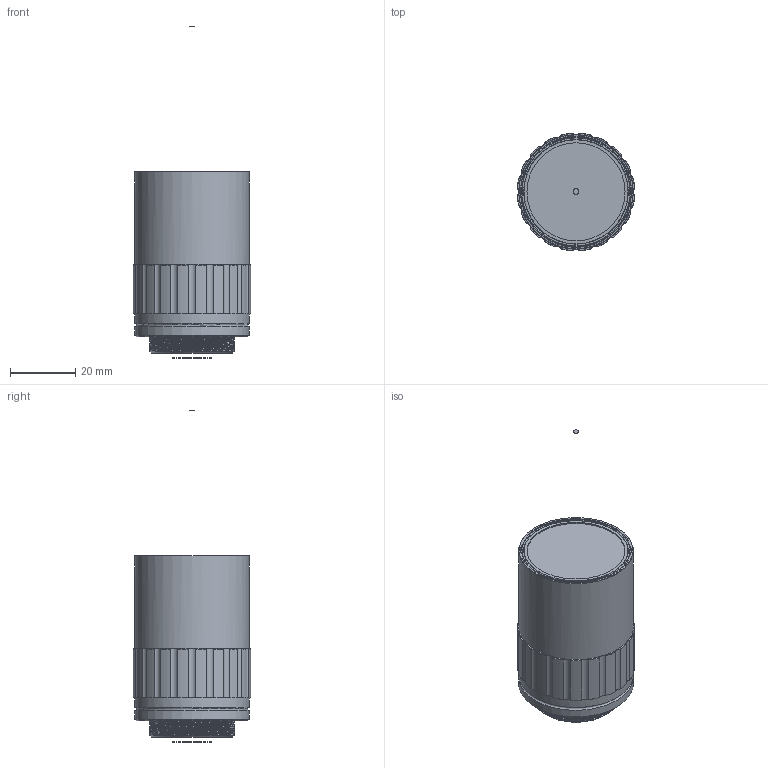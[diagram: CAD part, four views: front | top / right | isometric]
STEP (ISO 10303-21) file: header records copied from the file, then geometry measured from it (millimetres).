
FILE_DESCRIPTION (( 'STEP AP203' ), '1' );
FILE_NAME ('10x 昜噩桯尨.STEP', '2024-01-22T01:04:39', ( 'Windows User' ), ( 'P R C' ), 'SwSTEP 2.0', 'SolidWorks 2020', '' );
FILE_SCHEMA (( 'CONFIG_CONTROL_DESIGN' ));
Length unit declared in the file: millimetre
Products named in the file (1): 10x 昜噩桯尨
Bounding box: 35.93 x 35.93 x 101.51 mm (x, y, z)
Volume: 34942.8 mm3; surface area: 28684.1 mm2
Topology: 18 solids, 18 shells, 271 faces, 587 edges, 374 vertices
Faces by surface type: plane 87, cylinder 79, cone 79, sphere 21, bspline 4, torus 1
Full cylindrical faces by diameter (mm): 1.802 x1, 12.131 x1, 12.4 x1, 12.6 x2, 13.6 x1, 14 x1, 14.627 x2, 21 x4, 24.4 x1, 25 x1, 26.4 x4, 27.6 x2, 29.8 x2, 30 x2, 30.6 x2, 31.8 x1, 32 x1, 33 x4, 33.4 x1, 34 x1, 35 x3
Entity records: 8667 total; most frequent: CARTESIAN_POINT 3026, DIRECTION 1265, ORIENTED_EDGE 974, AXIS2_PLACEMENT_3D 602, EDGE_CURVE 487, EDGE_LOOP 385, VERTEX_POINT 350, CIRCLE 334
